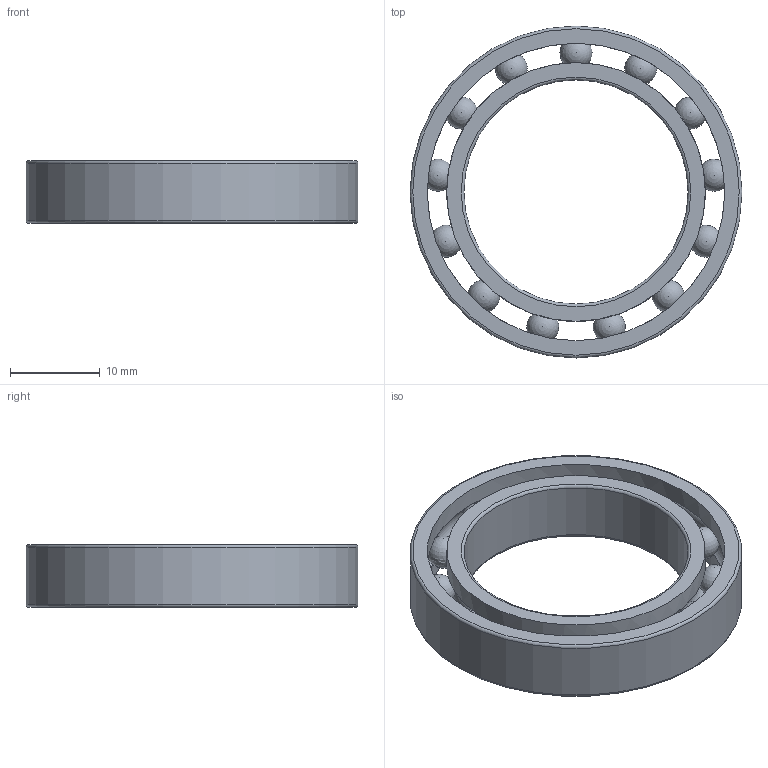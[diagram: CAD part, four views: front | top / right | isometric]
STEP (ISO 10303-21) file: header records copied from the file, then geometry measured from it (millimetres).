
FILE_DESCRIPTION(/* description */ ('Deep groove ball bearings single row with RS1 seal SKF'),/* implementation_level */ '2;1');
FILE_NAME(/* name */ 'BS 290 SKF - SKF 61805-RS1.stp',/* time_stamp */ '2023-06-25T13:58:06+03:00',/* author */ ('moham'),/* organization */ (''),/* preprocessor_version */ 'ST-DEVELOPER v19.2',/* originating_system */ 'Autodesk Inventor 2024',/* authorisation */ '');
FILE_SCHEMA (('AUTOMOTIVE_DESIGN { 1 0 10303 214 3 1 1 }'));
Length unit declared in the file: millimetre
Products named in the file (1): BS 290 SKF - SKF 61805-RS1
Bounding box: 37 x 37 x 7 mm (x, y, z)
Volume: 2645.2 mm3; surface area: 4037.6 mm2
Topology: 1 solids, 1 shells, 53 faces, 225 edges, 150 vertices
Faces by surface type: torus 30, sphere 13, cylinder 6, plane 4
Full cylindrical faces by diameter (mm): 25 x1, 28.84 x2, 33.16 x2, 37 x1
Entity records: 3487 total; most frequent: CARTESIAN_POINT 1781, ORIENTED_EDGE 398, DIRECTION 292, EDGE_CURVE 199, VERTEX_POINT 150, AXIS2_PLACEMENT_3D 143, B_SPLINE_CURVE_WITH_KNOTS 104, CIRCLE 89
